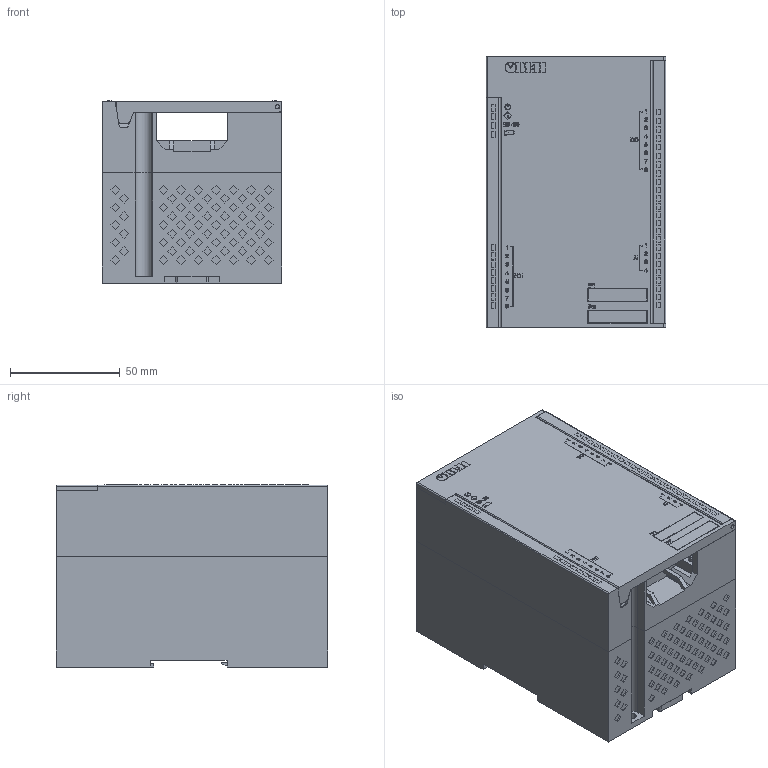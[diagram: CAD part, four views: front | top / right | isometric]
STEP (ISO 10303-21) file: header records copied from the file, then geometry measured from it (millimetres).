
FILE_DESCRIPTION (( 'STEP AP214' ), '1' );
FILE_NAME ('3D Ìîäåëü ÏËÊ200-04-CS.STEP', '2021-05-13T12:13:43', ( '' ), ( '' ), 'SwSTEP 2.0', 'SolidWorks 2015', '' );
FILE_SCHEMA (( 'AUTOMOTIVE_DESIGN' ));
Length unit declared in the file: millimetre
Products named in the file (9): Ethernet; Ôèêñàòîð ÏËÊ; Ðîçåòêà ÏËÊ — ëåâàÿ; Êëåììíèê 2çåë; 3D Ìîäåëü ÏËÊ200-04-CS; 扻豵鵨 玹佤00; 署赅 纤蔩00; micro usb b; Ðîçåòêà ÏËÊ
Assembly tree (9 placements, depth 2):
  3D Ìîäåëü ÏËÊ200-04-CS
    扻豵鵨 玹佤00
    Ôèêñàòîð ÏËÊ
    Ðîçåòêà ÏËÊ
    Ðîçåòêà ÏËÊ — ëåâàÿ
    署赅 纤蔩00
    micro usb b
    Ethernet  x2
    Êëåììíèê 2çåë
Bounding box: 82 x 124.04 x 83.1 mm (x, y, z)
Volume: 728632.7 mm3; surface area: 135999.9 mm2
Topology: 55 solids, 55 shells, 7850 faces, 22267 edges, 14856 vertices
Faces by surface type: plane 7383, cylinder 250, torus 133, cone 84
Entity records: 322646 total; most frequent: CARTESIAN_POINT 46620, ORIENTED_EDGE 44246, DIRECTION 38224, EDGE_CURVE 22123, LINE 20584, VECTOR 20584, VERTEX_POINT 14760, AXIS2_PLACEMENT_3D 8820
